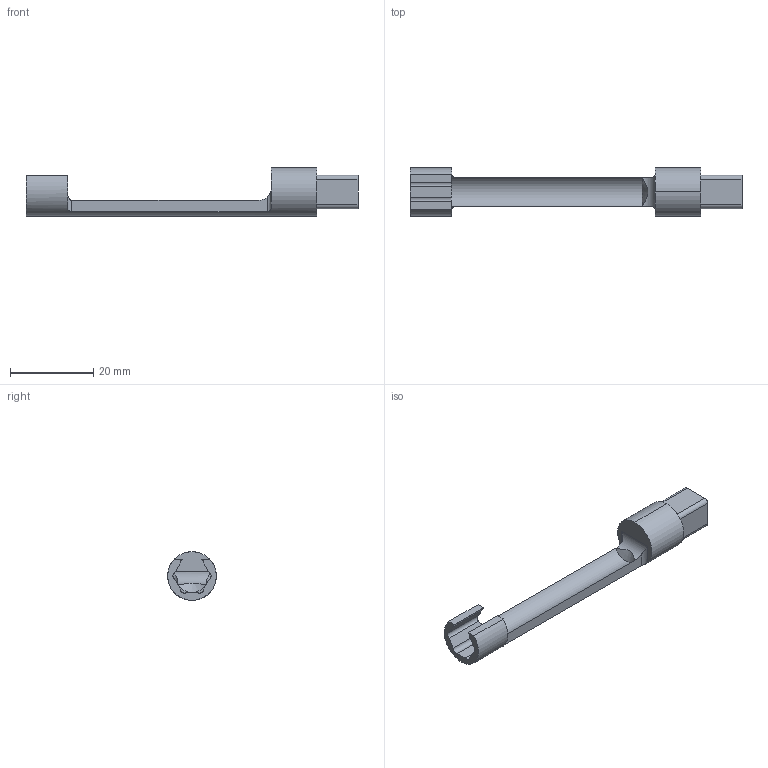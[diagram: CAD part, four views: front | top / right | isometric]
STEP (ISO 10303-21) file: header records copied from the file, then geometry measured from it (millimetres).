
FILE_DESCRIPTION (( 'STEP AP214' ), '1' );
FILE_NAME ('Êëþ÷.STEP', '2019-08-28T07:21:55', ( 'Äìèòðèé' ), ( '' ), 'SwSTEP 2.0', 'SolidWorks 2018', '' );
FILE_SCHEMA (( 'AUTOMOTIVE_DESIGN' ));
Length unit declared in the file: millimetre
Products named in the file (1): 孰
Bounding box: 80 x 11.7 x 11.7 mm (x, y, z)
Volume: 2952.2 mm3; surface area: 2546.4 mm2
Topology: 1 solids, 1 shells, 42 faces, 112 edges, 73 vertices
Faces by surface type: plane 23, cylinder 18, cone 1
Entity records: 1406 total; most frequent: CARTESIAN_POINT 319, ORIENTED_EDGE 224, DIRECTION 218, EDGE_CURVE 112, AXIS2_PLACEMENT_3D 76, VERTEX_POINT 73, LINE 66, VECTOR 66
